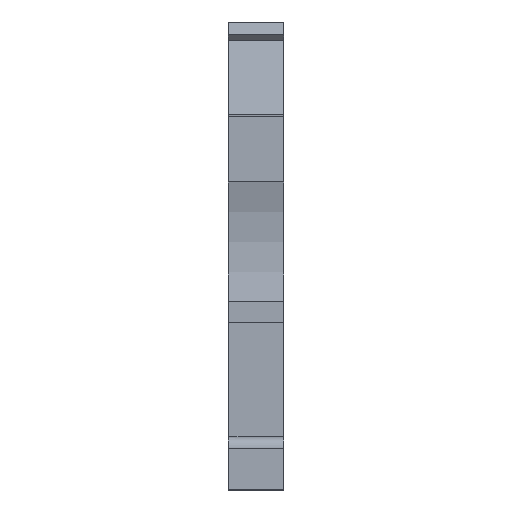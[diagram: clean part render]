
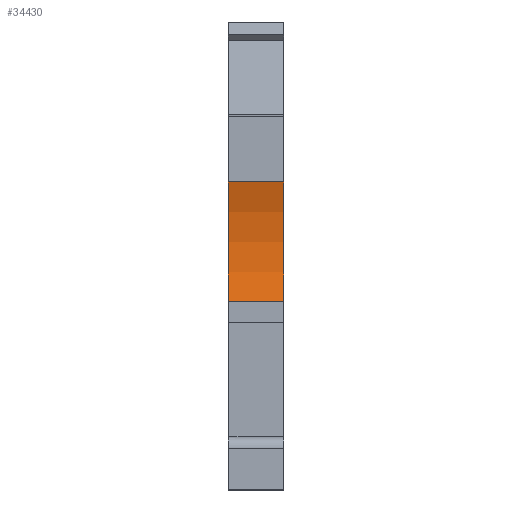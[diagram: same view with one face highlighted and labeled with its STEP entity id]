
A CAD part, front view. The second image highlights one B-rep face of the part: STEP entity #34430.
In plain terms, the highlighted cylindrical face has radius 15 mm (diameter 30 mm), a partial arc.
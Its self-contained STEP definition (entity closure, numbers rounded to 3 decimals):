
#1540=CARTESIAN_POINT('',(-0.881,7.984,
0.));
#1550=VERTEX_POINT('',#1540);
#1580=CARTESIAN_POINT('',(-15.632,10.707,
0.));
#1590=DIRECTION('',(0.,0.,1.));
#1600=DIRECTION('',(0.993,0.122,0.));
#1610=AXIS2_PLACEMENT_3D('',#1580,#1590,#1600);
#1620=CIRCLE('',#1610,15.);
#1630=CARTESIAN_POINT('',(-1.978,16.917,
0.));
#1640=VERTEX_POINT('',#1630);
#1650=EDGE_CURVE('',#1550,#1640,#1620,.T.);
#31500=CARTESIAN_POINT('',(-1.978,16.917,-4.15));
#31510=VERTEX_POINT('',#31500);
#31540=CARTESIAN_POINT('',(-15.632,10.707,-4.15));
#31550=DIRECTION('',(0.,0.,1.));
#31560=DIRECTION('',(0.993,0.122,0.));
#31570=AXIS2_PLACEMENT_3D('',#31540,#31550,#31560);
#31580=CIRCLE('',#31570,15.);
#31590=CARTESIAN_POINT('',(-0.881,7.984,-4.15));
#31600=VERTEX_POINT('',#31590);
#31610=EDGE_CURVE('',#31600,#31510,#31580,.T.);
#32480=CARTESIAN_POINT('',(-0.881,7.984,
0.));
#32490=DIRECTION('',(0.,0.,-1.));
#32500=VECTOR('',#32490,1.);
#32510=LINE('',#32480,#32500);
#32520=EDGE_CURVE('',#1550,#31600,#32510,.T.);
#34140=CARTESIAN_POINT('',(-1.978,16.917,
0.));
#34150=DIRECTION('',(0.,0.,-1.));
#34160=VECTOR('',#34150,1.);
#34170=LINE('',#34140,#34160);
#34180=EDGE_CURVE('',#1640,#31510,#34170,.T.);
#34320=CARTESIAN_POINT('',(-15.632,10.707,
0.));
#34330=DIRECTION('',(0.,0.,1.));
#34340=DIRECTION('',(0.993,0.122,0.));
#34350=AXIS2_PLACEMENT_3D('',#34320,#34330,#34340);
#34360=CYLINDRICAL_SURFACE('',#34350,15.);
#34370=ORIENTED_EDGE('',*,*,#1650,.T.);
#34380=ORIENTED_EDGE('',*,*,#32520,.F.);
#34390=ORIENTED_EDGE('',*,*,#31610,.F.);
#34400=ORIENTED_EDGE('',*,*,#34180,.T.);
#34410=EDGE_LOOP('',(#34400,#34390,#34380,#34370));
#34420=FACE_OUTER_BOUND('',#34410,.T.);
#34430=ADVANCED_FACE('',(#34420),#34360,.F.);
